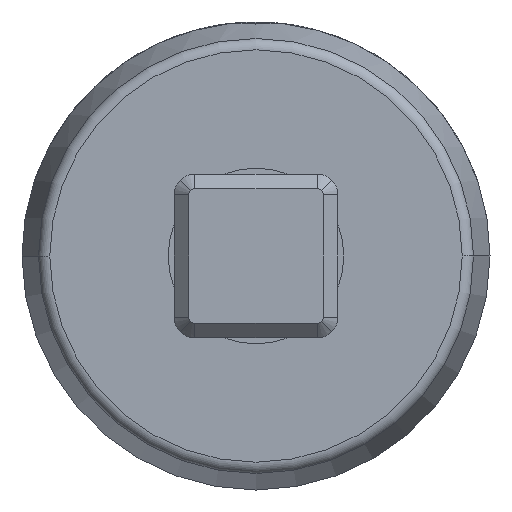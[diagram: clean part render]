
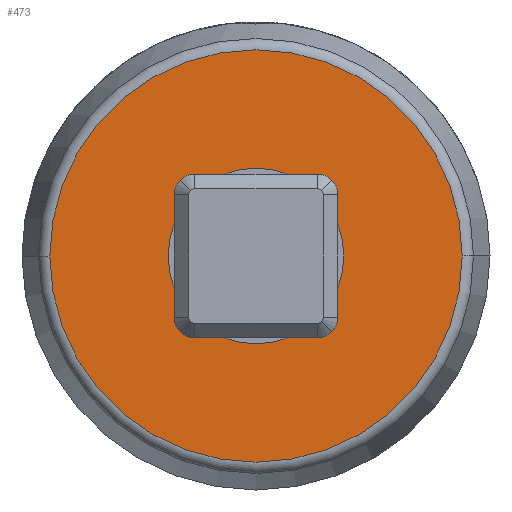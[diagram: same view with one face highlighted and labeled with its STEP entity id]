
A CAD part, left-side view. The second image highlights one B-rep face of the part: STEP entity #473.
In plain terms, the highlighted planar face has unit normal (-1, 0, 0).
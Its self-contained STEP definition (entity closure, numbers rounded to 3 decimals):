
#473=ADVANCED_FACE('',(#957,#958),#959,.F.);
#957=FACE_BOUND('',#1479,.T.);
#958=FACE_OUTER_BOUND('',#1480,.T.);
#959=PLANE('',#1481);
#1479=EDGE_LOOP('',(#2699,#2700));
#1480=EDGE_LOOP('',(#2701,#2702));
#1481=AXIS2_PLACEMENT_3D('',#2703,#2704,#2705);
#2699=ORIENTED_EDGE('',*,*,#3227,.T.);
#2700=ORIENTED_EDGE('',*,*,#3409,.T.);
#2701=ORIENTED_EDGE('',*,*,#3252,.F.);
#2702=ORIENTED_EDGE('',*,*,#3406,.F.);
#2703=CARTESIAN_POINT('',(0.0,0.0,0.0));
#2704=DIRECTION('',(1.0,0.0,0.0));
#2705=DIRECTION('',(0.0,1.0,0.0));
#3227=EDGE_CURVE('',#3863,#3867,#3869,.T.);
#3252=EDGE_CURVE('',#3910,#3912,#3913,.T.);
#3406=EDGE_CURVE('',#3912,#3910,#4131,.T.);
#3409=EDGE_CURVE('',#3867,#3863,#4134,.T.);
#3863=VERTEX_POINT('',#5002);
#3867=VERTEX_POINT('',#5007);
#3869=CIRCLE('',#5010,15.0);
#3910=VERTEX_POINT('',#5125);
#3912=VERTEX_POINT('',#5127);
#3913=CIRCLE('',#5128,35.25);
#4131=CIRCLE('',#5436,35.25);
#4134=CIRCLE('',#5439,15.0);
#5002=CARTESIAN_POINT('',(0.,15.0,0.));
#5007=CARTESIAN_POINT('',(0.0,-15.0,0.));
#5010=AXIS2_PLACEMENT_3D('',#5863,#5864,#5865);
#5125=CARTESIAN_POINT('',(0.0,35.25,0.));
#5127=CARTESIAN_POINT('',(0.0,-35.25,0.));
#5128=AXIS2_PLACEMENT_3D('',#5900,#5901,#5902);
#5436=AXIS2_PLACEMENT_3D('',#6147,#6148,#6149);
#5439=AXIS2_PLACEMENT_3D('',#6150,#6151,#6152);
#5863=CARTESIAN_POINT('',(0.0,0.0,0.0));
#5864=DIRECTION('',(1.0,0.0,-0.0));
#5865=DIRECTION('',(0.0,1.0,0.));
#5900=CARTESIAN_POINT('',(0.0,0.0,0.0));
#5901=DIRECTION('',(1.0,0.0,0.0));
#5902=DIRECTION('',(0.0,-1.0,0.0));
#6147=CARTESIAN_POINT('',(0.0,0.0,0.0));
#6148=DIRECTION('',(1.0,0.0,0.0));
#6149=DIRECTION('',(0.0,-1.0,0.0));
#6150=CARTESIAN_POINT('',(0.0,0.0,0.0));
#6151=DIRECTION('',(1.0,0.0,-0.0));
#6152=DIRECTION('',(0.0,1.0,0.));
